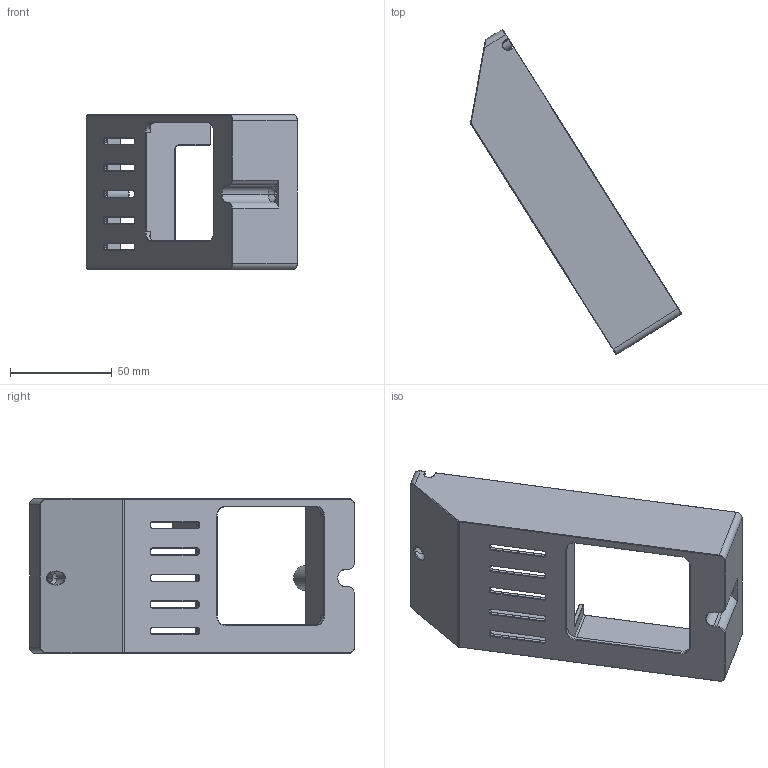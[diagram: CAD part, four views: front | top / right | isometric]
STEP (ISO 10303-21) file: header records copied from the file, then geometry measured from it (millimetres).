
FILE_DESCRIPTION (( 'STEP AP214' ), '1' );
FILE_NAME ('腔体加热-盖 - V2--倾斜.STEP', '2025-11-10T03:39:00', ( '' ), ( '' ), 'SwSTEP 2.0', 'SolidWorks 2021', '' );
FILE_SCHEMA (( 'AUTOMOTIVE_DESIGN' ));
Length unit declared in the file: millimetre
Products named in the file (1): 腔体加热-盖 - V2--倾斜
Bounding box: 103.8 x 160.03 x 76 mm (x, y, z)
Volume: 53501.6 mm3; surface area: 54549.9 mm2
Topology: 1 solids, 1 shells, 394 faces, 934 edges, 526 vertices
Faces by surface type: cylinder 165, plane 94, torus 67, cone 36, sphere 23, bspline 9
Entity records: 11624 total; most frequent: CARTESIAN_POINT 2482, DIRECTION 2083, ORIENTED_EDGE 1824, EDGE_CURVE 912, AXIS2_PLACEMENT_3D 817, VERTEX_POINT 518, LINE 449, VECTOR 449
